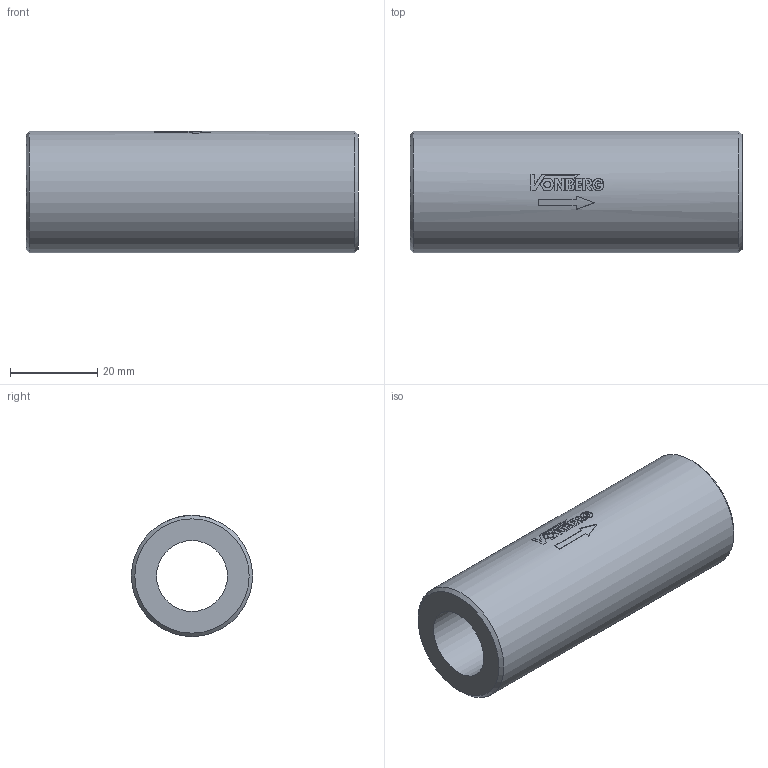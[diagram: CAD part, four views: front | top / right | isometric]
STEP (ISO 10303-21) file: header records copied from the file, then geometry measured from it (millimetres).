
FILE_DESCRIPTION((''),'2;1');
FILE_NAME('1514.stp','2015-01-26T12:59:36',('jml'),(''),'Autodesk Inventor 2010','Autodesk Inventor 2010','');
FILE_SCHEMA(('AUTOMOTIVE_DESIGN { 1 0 10303 214 1 1 1 1 }'));
Length unit declared in the file: inch
Products named in the file (1): 320023
Bounding box: 76.2 x 27.81 x 27.81 mm (x, y, z)
Volume: 29175 mm3; surface area: 11415.7 mm2
Topology: 1 solids, 1 shells, 106 faces, 269 edges, 179 vertices
Faces by surface type: plane 57, bspline 33, cylinder 14, cone 2
Full cylindrical faces by diameter (mm): 27.813 x1
Entity records: 8468 total; most frequent: CARTESIAN_POINT 6072, ORIENTED_EDGE 526, DIRECTION 338, EDGE_CURVE 263, VERTEX_POINT 178, EDGE_LOOP 127, VECTOR 124, LINE 124
